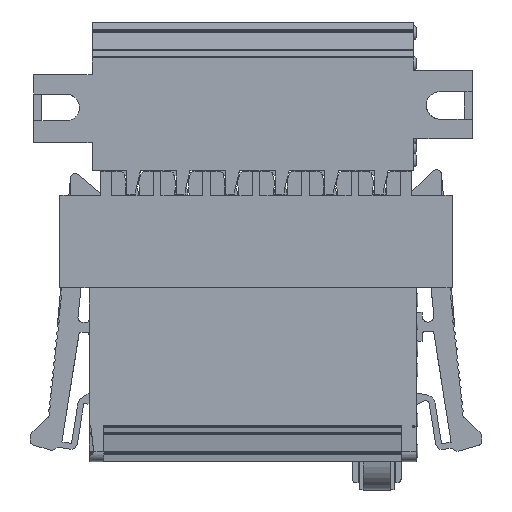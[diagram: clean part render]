
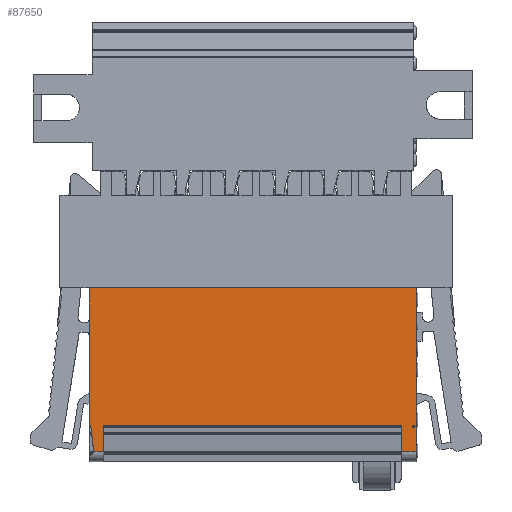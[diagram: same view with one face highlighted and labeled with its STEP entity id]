
A CAD part, front view. The second image highlights one B-rep face of the part: STEP entity #87650.
In plain terms, the highlighted planar face has unit normal (0, -1, 0).
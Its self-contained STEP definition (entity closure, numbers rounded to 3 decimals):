
#5928=ORIENTED_EDGE('',*,*,#24923,.T.);
#5929=ORIENTED_EDGE('',*,*,#24924,.F.);
#5930=ORIENTED_EDGE('',*,*,#24921,.T.);
#5931=ORIENTED_EDGE('',*,*,#24925,.T.);
#5932=ORIENTED_EDGE('',*,*,#24926,.T.);
#5933=ORIENTED_EDGE('',*,*,#23188,.T.);
#5934=ORIENTED_EDGE('',*,*,#24927,.T.);
#5935=ORIENTED_EDGE('',*,*,#23513,.F.);
#5936=ORIENTED_EDGE('',*,*,#24928,.T.);
#5937=ORIENTED_EDGE('',*,*,#23561,.T.);
#5938=ORIENTED_EDGE('',*,*,#24929,.F.);
#5939=ORIENTED_EDGE('',*,*,#24930,.F.);
#5940=ORIENTED_EDGE('',*,*,#24931,.F.);
#5941=ORIENTED_EDGE('',*,*,#24932,.F.);
#23188=EDGE_CURVE('',#32813,#32831,#39158,.T.);
#23513=EDGE_CURVE('',#33155,#33157,#39419,.T.);
#23561=EDGE_CURVE('',#33204,#33205,#39454,.T.);
#24921=EDGE_CURVE('',#34433,#34432,#40399,.T.);
#24923=EDGE_CURVE('',#34434,#34435,#40401,.T.);
#24924=EDGE_CURVE('',#34433,#34435,#40402,.T.);
#24925=EDGE_CURVE('',#34432,#34436,#40403,.T.);
#24926=EDGE_CURVE('',#34436,#32813,#40404,.T.);
#24927=EDGE_CURVE('',#32831,#33157,#40405,.T.);
#24928=EDGE_CURVE('',#33155,#33204,#40406,.T.);
#24929=EDGE_CURVE('',#34437,#33205,#40407,.T.);
#24930=EDGE_CURVE('',#34438,#34437,#40408,.T.);
#24931=EDGE_CURVE('',#34439,#34438,#40409,.T.);
#24932=EDGE_CURVE('',#34434,#34439,#40410,.T.);
#32813=VERTEX_POINT('',#113457);
#32831=VERTEX_POINT('',#113493);
#33155=VERTEX_POINT('',#114212);
#33157=VERTEX_POINT('',#114215);
#33204=VERTEX_POINT('',#114321);
#33205=VERTEX_POINT('',#114322);
#34432=VERTEX_POINT('',#119877);
#34433=VERTEX_POINT('',#119879);
#34434=VERTEX_POINT('',#119883);
#34435=VERTEX_POINT('',#119884);
#34436=VERTEX_POINT('',#119887);
#34437=VERTEX_POINT('',#119892);
#34438=VERTEX_POINT('',#119894);
#34439=VERTEX_POINT('',#119896);
#39158=LINE('',#113494,#46289);
#39419=LINE('',#114214,#46550);
#39454=LINE('',#114320,#46585);
#40399=LINE('',#119878,#47530);
#40401=LINE('',#119882,#47532);
#40402=LINE('',#119885,#47533);
#40403=LINE('',#119886,#47534);
#40404=LINE('',#119888,#47535);
#40405=LINE('',#119889,#47536);
#40406=LINE('',#119890,#47537);
#40407=LINE('',#119891,#47538);
#40408=LINE('',#119893,#47539);
#40409=LINE('',#119895,#47540);
#40410=LINE('',#119897,#47541);
#46289=VECTOR('',#95556,1000.);
#46550=VECTOR('',#96045,1000.);
#46585=VECTOR('',#96118,1000.);
#47530=VECTOR('',#97785,1000.);
#47532=VECTOR('',#97789,1000.);
#47533=VECTOR('',#97790,1000.);
#47534=VECTOR('',#97791,1000.);
#47535=VECTOR('',#97792,1000.);
#47536=VECTOR('',#97793,1000.);
#47537=VECTOR('',#97794,1000.);
#47538=VECTOR('',#97795,1000.);
#47539=VECTOR('',#97796,1000.);
#47540=VECTOR('',#97797,1000.);
#47541=VECTOR('',#97798,1000.);
#53640=EDGE_LOOP('',(#5928,#5929,#5930,#5931,#5932,#5933,#5934,#5935,#5936,
#5937,#5938,#5939,#5940,#5941));
#57444=FACE_BOUND('',#53640,.T.);
#61092=PLANE('',#91332);
#87650=ADVANCED_FACE('',(#57444),#61092,.T.);
#91332=AXIS2_PLACEMENT_3D('',#119881,#97787,#97788);
#95556=DIRECTION('',(0.114,0.,-0.993));
#96045=DIRECTION('',(0.,0.,-1.));
#96118=DIRECTION('',(0.,0.,-1.));
#97785=DIRECTION('',(-1.,0.,0.));
#97787=DIRECTION('',(0.,-1.,0.));
#97788=DIRECTION('',(0.,0.,1.));
#97789=DIRECTION('',(1.,0.,0.));
#97790=DIRECTION('',(0.,0.,-1.));
#97791=DIRECTION('',(0.,0.,-1.));
#97792=DIRECTION('',(1.,0.,0.));
#97793=DIRECTION('',(1.,0.,0.));
#97794=DIRECTION('',(1.,0.,0.));
#97795=DIRECTION('',(-1.,0.,0.));
#97796=DIRECTION('',(0.,0.,-1.));
#97797=DIRECTION('',(1.,0.,0.));
#97798=DIRECTION('',(0.,0.,-1.));
#113457=CARTESIAN_POINT('',(-16.98,-4.25,-14.165));
#113493=CARTESIAN_POINT('',(-16.672,-4.25,-16.85));
#113494=CARTESIAN_POINT('',(-17.16,-4.25,-12.6));
#114212=CARTESIAN_POINT('',(-15.66,-4.25,-14.165));
#114214=CARTESIAN_POINT('',(-15.66,-4.25,0.));
#114215=CARTESIAN_POINT('',(-15.66,-4.25,-16.85));
#114320=CARTESIAN_POINT('',(14.96,-4.25,0.));
#114321=CARTESIAN_POINT('',(14.96,-4.25,-14.165));
#114322=CARTESIAN_POINT('',(14.96,-4.25,-16.85));
#119877=CARTESIAN_POINT('',(-17.16,-4.25,0.));
#119878=CARTESIAN_POINT('',(9.86,-4.25,0.));
#119879=CARTESIAN_POINT('',(16.46,-4.25,0.));
#119881=CARTESIAN_POINT('',(9.86,-4.25,8.3));
#119882=CARTESIAN_POINT('',(-17.16,-4.25,-14.165));
#119883=CARTESIAN_POINT('',(16.06,-4.25,-14.165));
#119884=CARTESIAN_POINT('',(16.46,-4.25,-14.165));
#119885=CARTESIAN_POINT('',(16.46,-4.25,0.));
#119886=CARTESIAN_POINT('',(-17.16,-4.25,0.));
#119887=CARTESIAN_POINT('',(-17.16,-4.25,-14.165));
#119888=CARTESIAN_POINT('',(-17.16,-4.25,-14.165));
#119889=CARTESIAN_POINT('',(-17.16,-4.25,-16.85));
#119890=CARTESIAN_POINT('',(9.86,-4.25,-14.165));
#119891=CARTESIAN_POINT('',(16.46,-4.25,-16.85));
#119892=CARTESIAN_POINT('',(16.46,-4.25,-16.85));
#119893=CARTESIAN_POINT('',(16.46,-4.25,0.));
#119894=CARTESIAN_POINT('',(16.46,-4.25,-14.391));
#119895=CARTESIAN_POINT('',(16.06,-4.25,-14.391));
#119896=CARTESIAN_POINT('',(16.06,-4.25,-14.391));
#119897=CARTESIAN_POINT('',(16.06,-4.25,-12.799));
